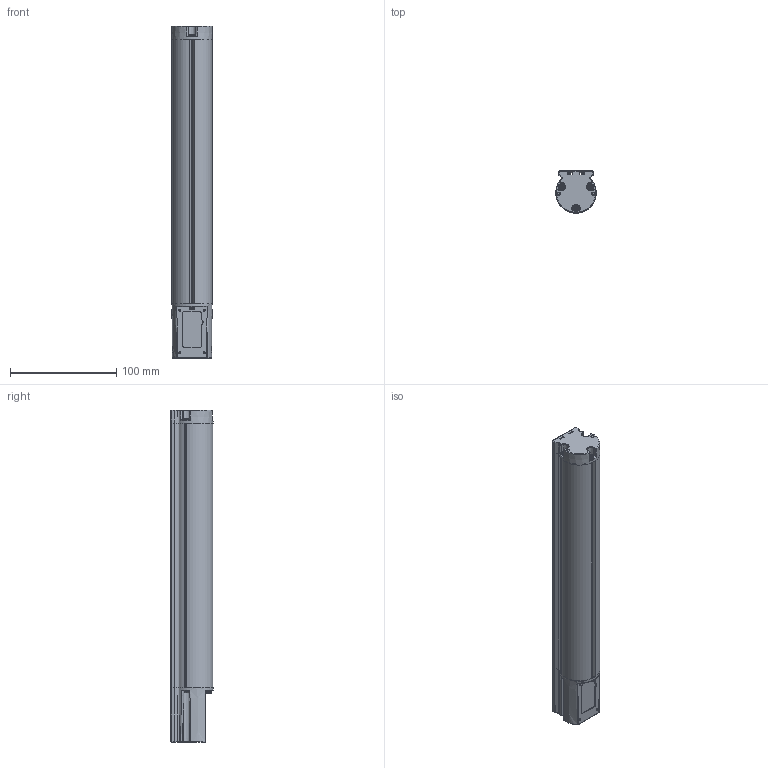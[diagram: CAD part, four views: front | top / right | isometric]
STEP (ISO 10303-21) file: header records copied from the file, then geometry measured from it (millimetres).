
FILE_DESCRIPTION((''),'2;1');
FILE_NAME('240989_SM01_ASM','2024-05-29T08:43:59',('banengservice'),('BANNER ENGINEERING'),'CREO PARAMETRIC BY PTC INC, 2022414','CREO PARAMETRIC BY PTC INC, 2022414','');
FILE_SCHEMA(('CONFIG_CONTROL_DESIGN'));
Length unit declared in the file: millimetre
Products named in the file (2): 240989_EP01; 240989_SM01_ASM
Assembly tree (1 placements, depth 2):
  240989_SM01_ASM
    240989_EP01
Bounding box: 38 x 39.59 x 312.03 mm (x, y, z)
Volume: 337235.7 mm3; surface area: 84102.4 mm2
Topology: 1 solids, 1 shells, 1810 faces, 6216 edges, 4068 vertices
Faces by surface type: cylinder 806, plane 702, bspline 138, cone 124, torus 38, extrusion 2
Entity records: 167442 total; most frequent: CARTESIAN_POINT 117514, ORIENTED_EDGE 12432, DIRECTION 8129, EDGE_CURVE 6216, VERTEX_POINT 4068, VECTOR 2897, LINE 2895, AXIS2_PLACEMENT_3D 2616
